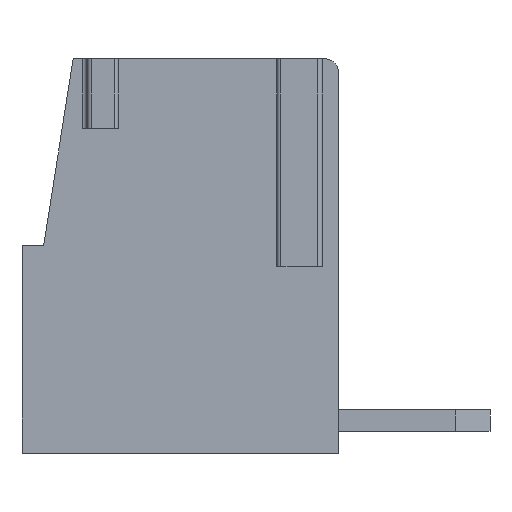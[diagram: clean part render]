
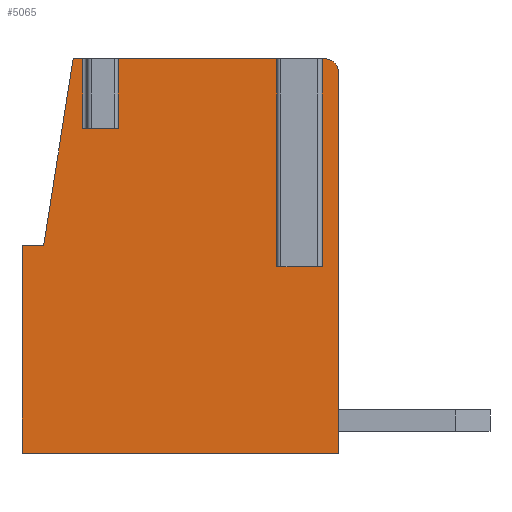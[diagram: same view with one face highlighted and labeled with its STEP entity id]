
A CAD part, left-side view. The second image highlights one B-rep face of the part: STEP entity #5065.
In plain terms, the highlighted planar face has unit normal (-1, 0, 0).
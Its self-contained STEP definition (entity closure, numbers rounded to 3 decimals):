
#64=CIRCLE('',#5324,0.3);
#853=ORIENTED_EDGE('',*,*,#1737,.T.);
#854=ORIENTED_EDGE('',*,*,#1738,.F.);
#855=ORIENTED_EDGE('',*,*,#1739,.T.);
#856=ORIENTED_EDGE('',*,*,#1740,.T.);
#857=ORIENTED_EDGE('',*,*,#1741,.F.);
#858=ORIENTED_EDGE('',*,*,#1742,.F.);
#859=ORIENTED_EDGE('',*,*,#1743,.T.);
#860=ORIENTED_EDGE('',*,*,#1744,.T.);
#861=ORIENTED_EDGE('',*,*,#1745,.F.);
#862=ORIENTED_EDGE('',*,*,#1746,.F.);
#863=ORIENTED_EDGE('',*,*,#1747,.T.);
#864=ORIENTED_EDGE('',*,*,#1748,.T.);
#865=ORIENTED_EDGE('',*,*,#1749,.T.);
#866=ORIENTED_EDGE('',*,*,#1750,.T.);
#867=ORIENTED_EDGE('',*,*,#1751,.T.);
#1737=EDGE_CURVE('',#2233,#2234,#2732,.T.);
#1738=EDGE_CURVE('',#2235,#2234,#64,.T.);
#1739=EDGE_CURVE('',#2235,#2236,#2733,.T.);
#1740=EDGE_CURVE('',#2236,#2237,#2734,.T.);
#1741=EDGE_CURVE('',#2238,#2237,#2735,.T.);
#1742=EDGE_CURVE('',#2239,#2238,#2736,.T.);
#1743=EDGE_CURVE('',#2239,#2240,#2737,.T.);
#1744=EDGE_CURVE('',#2240,#2241,#2738,.T.);
#1745=EDGE_CURVE('',#2242,#2241,#2739,.T.);
#1746=EDGE_CURVE('',#2243,#2242,#2740,.T.);
#1747=EDGE_CURVE('',#2243,#2244,#2741,.T.);
#1748=EDGE_CURVE('',#2244,#2245,#2742,.T.);
#1749=EDGE_CURVE('',#2245,#2246,#2743,.T.);
#1750=EDGE_CURVE('',#2246,#2247,#2744,.T.);
#1751=EDGE_CURVE('',#2247,#2233,#2745,.T.);
#2233=VERTEX_POINT('',#7339);
#2234=VERTEX_POINT('',#7340);
#2235=VERTEX_POINT('',#7342);
#2236=VERTEX_POINT('',#7344);
#2237=VERTEX_POINT('',#7346);
#2238=VERTEX_POINT('',#7348);
#2239=VERTEX_POINT('',#7350);
#2240=VERTEX_POINT('',#7352);
#2241=VERTEX_POINT('',#7354);
#2242=VERTEX_POINT('',#7356);
#2243=VERTEX_POINT('',#7358);
#2244=VERTEX_POINT('',#7360);
#2245=VERTEX_POINT('',#7362);
#2246=VERTEX_POINT('',#7364);
#2247=VERTEX_POINT('',#7366);
#2732=LINE('',#7338,#3276);
#2733=LINE('',#7343,#3277);
#2734=LINE('',#7345,#3278);
#2735=LINE('',#7347,#3279);
#2736=LINE('',#7349,#3280);
#2737=LINE('',#7351,#3281);
#2738=LINE('',#7353,#3282);
#2739=LINE('',#7355,#3283);
#2740=LINE('',#7357,#3284);
#2741=LINE('',#7359,#3285);
#2742=LINE('',#7361,#3286);
#2743=LINE('',#7363,#3287);
#2744=LINE('',#7365,#3288);
#2745=LINE('',#7367,#3289);
#3276=VECTOR('',#6110,1000.);
#3277=VECTOR('',#6113,1000.);
#3278=VECTOR('',#6114,1000.);
#3279=VECTOR('',#6115,1000.);
#3280=VECTOR('',#6116,1000.);
#3281=VECTOR('',#6117,1000.);
#3282=VECTOR('',#6118,1000.);
#3283=VECTOR('',#6119,1000.);
#3284=VECTOR('',#6120,1000.);
#3285=VECTOR('',#6121,1000.);
#3286=VECTOR('',#6122,1000.);
#3287=VECTOR('',#6123,1000.);
#3288=VECTOR('',#6124,1000.);
#3289=VECTOR('',#6125,1000.);
#3594=EDGE_LOOP('',(#853,#854,#855,#856,#857,#858,#859,#860,#861,#862,#863,
#864,#865,#866,#867));
#3810=FACE_BOUND('',#3594,.T.);
#4018=PLANE('',#5323);
#5065=ADVANCED_FACE('',(#3810),#4018,.F.);
#5323=AXIS2_PLACEMENT_3D('',#7337,#6108,#6109);
#5324=AXIS2_PLACEMENT_3D('',#7341,#6111,#6112);
#6108=DIRECTION('',(1.,0.,0.));
#6109=DIRECTION('',(0.,0.,1.));
#6110=DIRECTION('',(0.,0.,1.));
#6111=DIRECTION('',(1.,0.,0.));
#6112=DIRECTION('',(0.,-1.,0.));
#6113=DIRECTION('',(0.,1.,0.));
#6114=DIRECTION('',(0.,0.,-1.));
#6115=DIRECTION('',(0.,-1.,0.));
#6116=DIRECTION('',(0.,0.,-1.));
#6117=DIRECTION('',(0.,1.,0.));
#6118=DIRECTION('',(0.,0.,-1.));
#6119=DIRECTION('',(0.,-1.,0.));
#6120=DIRECTION('',(0.,0.,-1.));
#6121=DIRECTION('',(0.,1.,0.));
#6122=DIRECTION('',(0.,0.156,-0.988));
#6123=DIRECTION('',(0.,1.,0.));
#6124=DIRECTION('',(0.,0.,-1.));
#6125=DIRECTION('',(0.,-1.,0.));
#7337=CARTESIAN_POINT('',(-1.75,-11.88,0.));
#7338=CARTESIAN_POINT('',(-1.75,-7.3,0.));
#7339=CARTESIAN_POINT('',(-1.75,-7.3,0.));
#7340=CARTESIAN_POINT('',(-1.75,-7.3,8.8));
#7341=CARTESIAN_POINT('',(-1.75,-7.,8.8));
#7342=CARTESIAN_POINT('',(-1.75,-7.,9.1));
#7343=CARTESIAN_POINT('',(-1.75,-3.5,9.1));
#7344=CARTESIAN_POINT('',(-1.75,-6.827,9.1));
#7345=CARTESIAN_POINT('',(-1.75,-6.827,9.1));
#7346=CARTESIAN_POINT('',(-1.75,-6.827,4.3));
#7347=CARTESIAN_POINT('',(-1.75,-3.5,4.3));
#7348=CARTESIAN_POINT('',(-1.75,-5.973,4.3));
#7349=CARTESIAN_POINT('',(-1.75,-5.973,9.1));
#7350=CARTESIAN_POINT('',(-1.75,-5.973,9.1));
#7351=CARTESIAN_POINT('',(-1.75,-3.5,9.1));
#7352=CARTESIAN_POINT('',(-1.75,-2.127,9.1));
#7353=CARTESIAN_POINT('',(-1.75,-2.127,9.1));
#7354=CARTESIAN_POINT('',(-1.75,-2.127,7.5));
#7355=CARTESIAN_POINT('',(-1.75,-3.5,7.5));
#7356=CARTESIAN_POINT('',(-1.75,-1.4,7.5));
#7357=CARTESIAN_POINT('',(-1.75,-1.4,9.1));
#7358=CARTESIAN_POINT('',(-1.75,-1.4,9.1));
#7359=CARTESIAN_POINT('',(-1.75,-3.5,9.1));
#7360=CARTESIAN_POINT('',(-1.75,-1.181,9.1));
#7361=CARTESIAN_POINT('',(-1.75,0.26,0.));
#7362=CARTESIAN_POINT('',(-1.75,-0.5,4.8));
#7363=CARTESIAN_POINT('',(-1.75,-3.5,4.8));
#7364=CARTESIAN_POINT('',(-1.75,0.,4.8));
#7365=CARTESIAN_POINT('',(-1.75,0.,0.));
#7366=CARTESIAN_POINT('',(-1.75,0.,0.));
#7367=CARTESIAN_POINT('',(-1.75,-3.5,0.));
